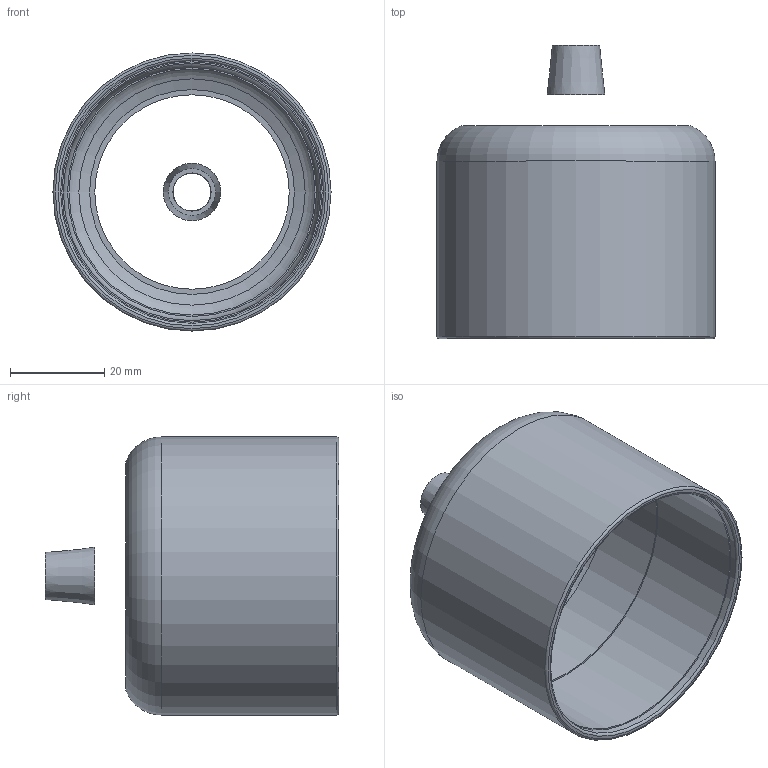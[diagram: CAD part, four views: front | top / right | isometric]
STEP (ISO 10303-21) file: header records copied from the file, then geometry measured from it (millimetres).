
FILE_DESCRIPTION(/* description */ (''),/* implementation_level */ '2;1');
FILE_NAME(/* name */ 'Vacuum_cup_outer.step',/* time_stamp */ '2022-04-29T15:52:10+02:00',/* author */ (''),/* organization */ (''),/* preprocessor_version */ 'ST-DEVELOPER v18.1',/* originating_system */ 'Autodesk Translation Framework v10.14.0.1471',/* authorisation */ '');
FILE_SCHEMA (('AUTOMOTIVE_DESIGN { 1 0 10303 214 3 1 1 }'));
Length unit declared in the file: millimetre
Products named in the file (1): Vacuum_cup_outer
Bounding box: 59 x 62.25 x 59 mm (x, y, z)
Volume: 21623 mm3; surface area: 21027.8 mm2
Topology: 1 solids, 1 shells, 24 faces, 48 edges, 30 vertices
Faces by surface type: cylinder 7, torus 6, plane 6, cone 5
Full cylindrical faces by diameter (mm): 8 x1, 43.471 x1, 52.812 x1, 54.6 x1, 55.2 x1, 55.8 x1, 59 x1
Entity records: 684 total; most frequent: DIRECTION 134, CARTESIAN_POINT 103, ORIENTED_EDGE 96, AXIS2_PLACEMENT_3D 61, EDGE_CURVE 48, CIRCLE 36, EDGE_LOOP 30, VERTEX_POINT 30
